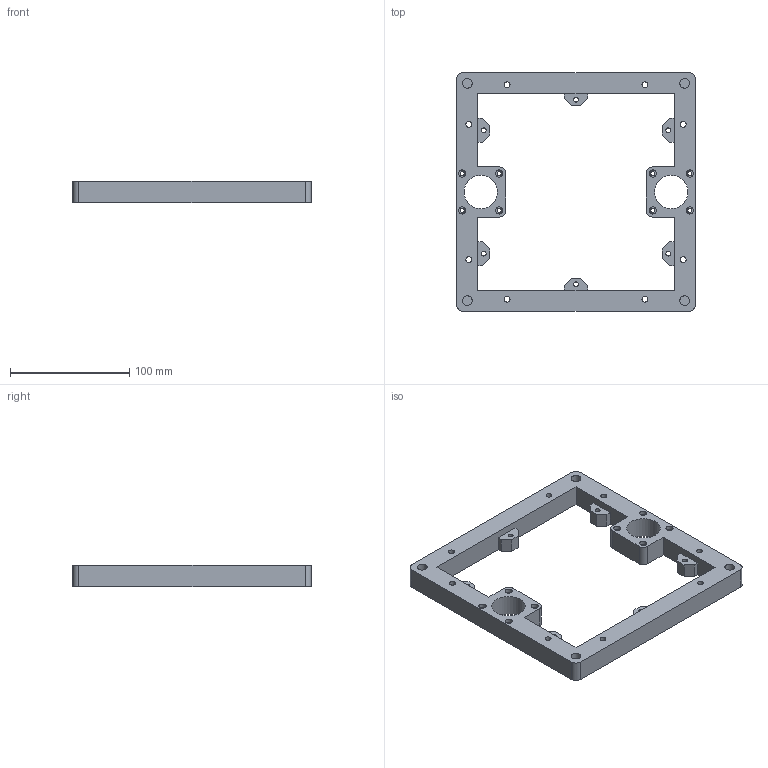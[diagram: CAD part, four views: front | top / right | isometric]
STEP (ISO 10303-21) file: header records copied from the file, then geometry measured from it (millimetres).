
FILE_DESCRIPTION(/* description */ (''),/* implementation_level */ '2;1');
FILE_NAME(/* name */ 'Bottom_Frame.step',/* time_stamp */ '2022-12-23T17:22:32+08:00',/* author */ (''),/* organization */ (''),/* preprocessor_version */ 'ST-DEVELOPER v19.2',/* originating_system */ 'Autodesk Translation Framework v11.17.0.187',/* authorisation */ '');
FILE_SCHEMA (('AUTOMOTIVE_DESIGN { 1 0 10303 214 3 1 1 }'));
Length unit declared in the file: millimetre
Products named in the file (1): Bottom_Frame
Bounding box: 200 x 200 x 18 mm (x, y, z)
Volume: 245713.1 mm3; surface area: 66501.4 mm2
Topology: 1 solids, 1 shells, 110 faces, 288 edges, 192 vertices
Faces by surface type: plane 66, cylinder 44
Full cylindrical faces by diameter (mm): 3.3 x8, 4 x6, 5 x8, 6 x8, 8.2 x4, 28 x2
Entity records: 3529 total; most frequent: DIRECTION 598, CARTESIAN_POINT 591, ORIENTED_EDGE 576, EDGE_CURVE 288, LINE 200, VECTOR 200, AXIS2_PLACEMENT_3D 199, VERTEX_POINT 192
